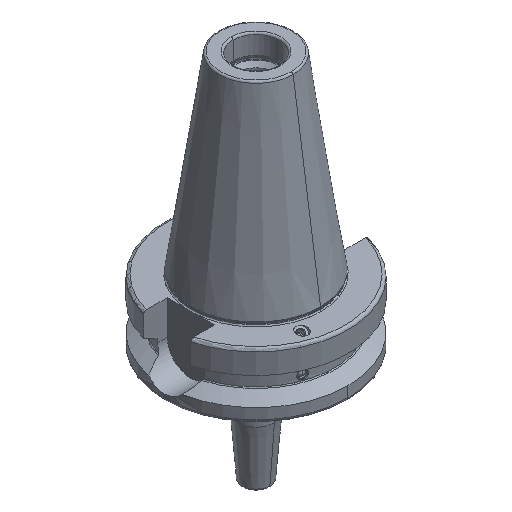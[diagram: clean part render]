
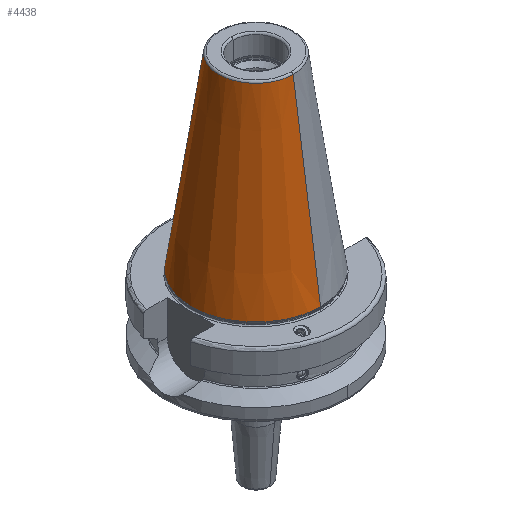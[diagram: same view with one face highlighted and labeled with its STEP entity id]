
A CAD part, isometric view. The second image highlights one B-rep face of the part: STEP entity #4438.
In plain terms, the highlighted conical face has half-angle 8.297 degrees and reference radius 27.637 mm.
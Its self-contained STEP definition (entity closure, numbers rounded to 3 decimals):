
#1755=CARTESIAN_POINT('',(0,0,138.944));
#1756=DIRECTION('',(0,0,1));
#1757=DIRECTION('',(0,1,0));
#1758=AXIS2_PLACEMENT_3D('',#1755,#1756,#1757);
#1760=DIRECTION('',(0.,0.144,0.99));
#1761=VECTOR('',#1760,103.023);
#1762=CARTESIAN_POINT('',(0,-35.071,37));
#1763=LINE('',#1762,#1761);
#1764=CARTESIAN_POINT('',(0,0,37));
#1765=DIRECTION('',(0,0,1));
#1766=DIRECTION('',(0,1,0));
#1767=AXIS2_PLACEMENT_3D('',#1764,#1765,#1766);
#1769=DIRECTION('',(0.,-0.144,0.99));
#1770=VECTOR('',#1769,103.023);
#1771=CARTESIAN_POINT('',(0,35.071,37));
#1772=LINE('',#1771,#1770);
#2202=CARTESIAN_POINT('',(0,35.071,37));
#2204=VERTEX_POINT('',#2202);
#2218=CARTESIAN_POINT('',(0,-35.071,37));
#2220=VERTEX_POINT('',#2218);
#2245=CARTESIAN_POINT('',(0,20.204,138.944));
#2246=CARTESIAN_POINT('',(0,-20.204,138.944));
#2247=VERTEX_POINT('',#2245);
#2248=VERTEX_POINT('',#2246);
#4426=CARTESIAN_POINT('',(0,0,87.972));
#4427=DIRECTION('',(0,0,-1));
#4428=DIRECTION('',(0,-1,0));
#4429=AXIS2_PLACEMENT_3D('',#4426,#4427,#4428);
#4430=CONICAL_SURFACE('',#4429,27.637,8.297);
#4431=ORIENTED_EDGE('',*,*,#4391,.T.);
#4432=ORIENTED_EDGE('',*,*,#4421,.F.);
#4434=ORIENTED_EDGE('',*,*,#4433,.F.);
#4435=ORIENTED_EDGE('',*,*,#4417,.T.);
#4436=EDGE_LOOP('',(#4431,#4432,#4434,#4435));
#4437=FACE_OUTER_BOUND('',#4436,.F.);
#4438=ADVANCED_FACE('',(#4437),#4430,.T.);
#1759=CIRCLE('',#1758,20.204);
#1768=CIRCLE('',#1767,35.071);
#4391=EDGE_CURVE('',#2247,#2248,#1759,.T.);
#4417=EDGE_CURVE('',#2204,#2247,#1772,.T.);
#4421=EDGE_CURVE('',#2220,#2248,#1763,.T.);
#4433=EDGE_CURVE('',#2204,#2220,#1768,.T.);
